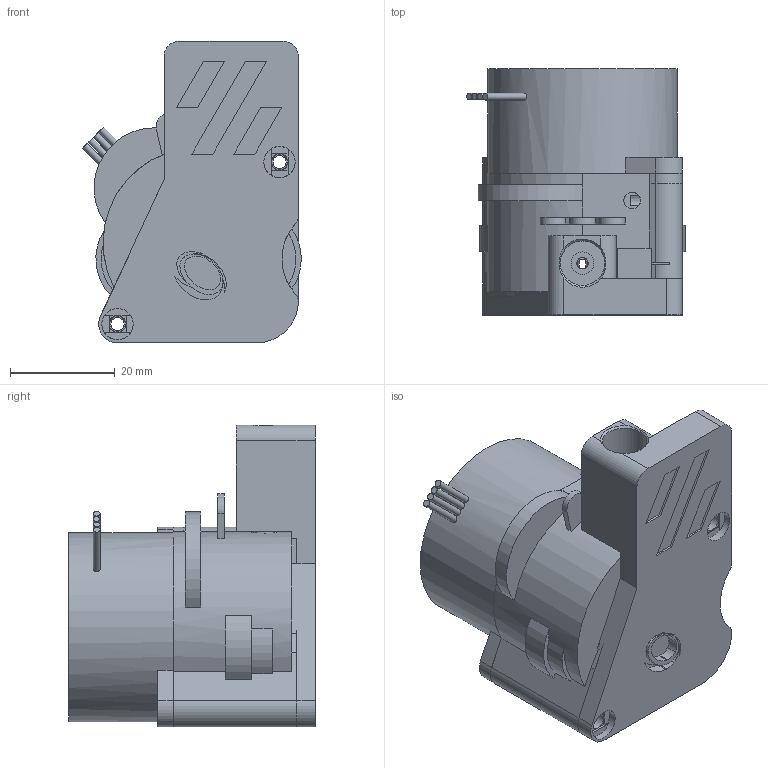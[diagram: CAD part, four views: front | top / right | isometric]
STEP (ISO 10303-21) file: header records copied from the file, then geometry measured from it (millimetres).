
FILE_DESCRIPTION(/* description */ (''),/* implementation_level */ '2;1');
FILE_NAME(/* name */ 'LGX Lite Filament Entry Sensor - Thick.step',/* time_stamp */ '2024-01-12T17:58:12-08:00',/* author */ (''),/* organization */ (''),/* preprocessor_version */ 'ST-DEVELOPER v20',/* originating_system */ 'Autodesk Translation Framework v12.14.0.127',/* authorisation */ '');
FILE_SCHEMA (('AUTOMOTIVE_DESIGN { 1 0 10303 214 3 1 1 }'));
Length unit declared in the file: millimetre
Products named in the file (3): (Unsaved); d2f-5 v1 v1; LGX-Lite Dummy v1
Assembly tree (2 placements, depth 2):
  (Unsaved)
    d2f-5 v1 v1
    LGX-Lite Dummy v1
Bounding box: 41.8 x 47.15 x 57.75 mm (x, y, z)
Volume: 59667.4 mm3; surface area: 17081.6 mm2
Topology: 3 solids, 5 shells, 344 faces, 865 edges, 571 vertices
Faces by surface type: plane 161, cylinder 95, bspline 84, cone 2, sphere 1, torus 1
Full cylindrical faces by diameter (mm): 1.3 x4, 1.7 x2, 2 x2, 2.2 x2, 2.5 x2, 3 x2, 3.15 x1, 3.2 x8, 3.25 x2, 4 x2, 4.05 x1, 4.3 x1, 5 x1, 5.8 x2, 6 x4, 6.5 x1, 8.5 x1, 16.5 x1, 36.2 x1
Entity records: 11513 total; most frequent: CARTESIAN_POINT 3325, ORIENTED_EDGE 1730, DIRECTION 1529, EDGE_CURVE 865, VERTEX_POINT 571, AXIS2_PLACEMENT_3D 539, LINE 451, VECTOR 451
